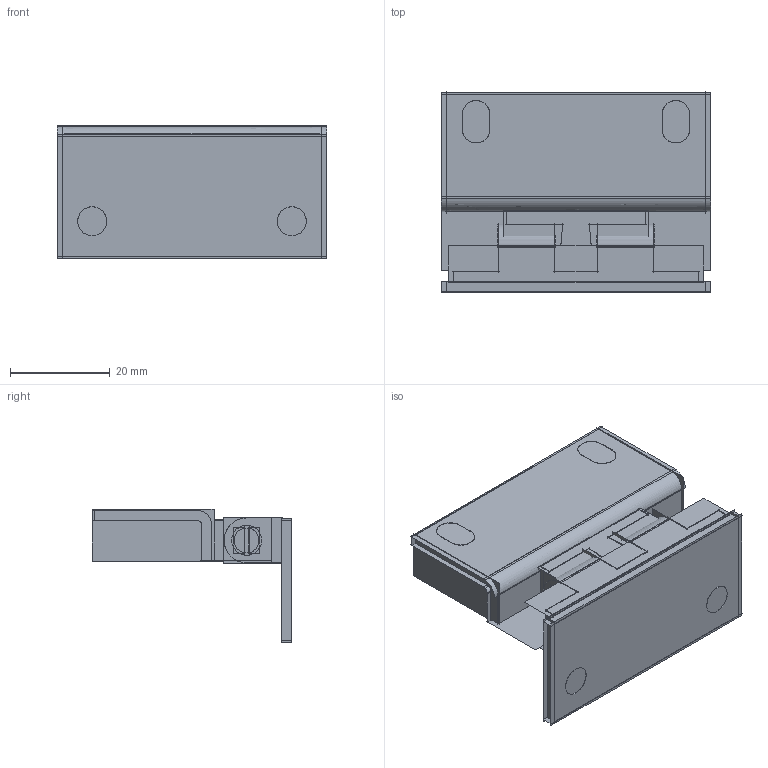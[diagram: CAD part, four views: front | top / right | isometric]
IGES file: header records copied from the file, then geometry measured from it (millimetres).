
Start section:  PTC IGES file: 212879.igs
Global section: file name: 212879.igs; native system: Creo Parametric by PTC Inc.; preprocessor: 2018300; author: pdmadmin; organization: Unknown; date: 20190923.090435; units: millimetre
Bounding box: 54.08 x 40.05 x 26.68 mm (x, y, z)
Volume: 27061.8 mm3; surface area: 102594.5 mm2
Topology: 1 solids, 1 shells, 240 faces, 1704 edges, 2464 vertices
Faces by surface type: bspline 140, revolution 100
